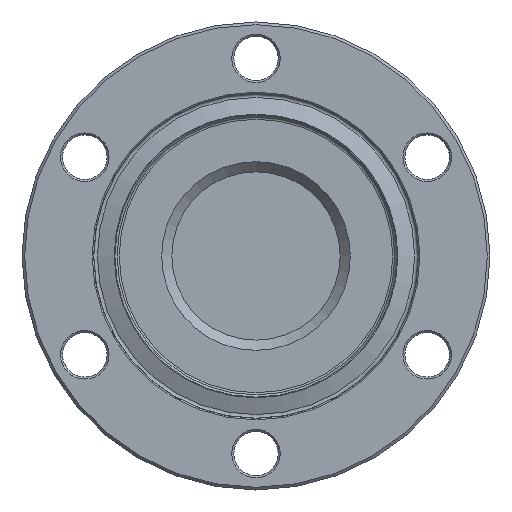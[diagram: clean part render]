
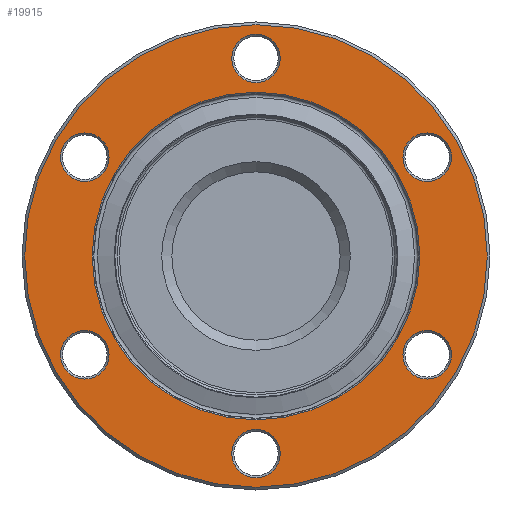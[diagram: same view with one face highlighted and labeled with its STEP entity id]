
A CAD part, front view. The second image highlights one B-rep face of the part: STEP entity #19915.
In plain terms, the highlighted planar face has unit normal (0, -1, 0).
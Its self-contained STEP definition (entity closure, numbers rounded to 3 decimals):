
#103=PLANE($,#21013);
#719=FACE_BOUND($,#5497,.T.);
#720=FACE_BOUND($,#5498,.T.);
#721=FACE_BOUND($,#5499,.T.);
#722=FACE_BOUND($,#5500,.T.);
#723=FACE_BOUND($,#5501,.T.);
#724=FACE_BOUND($,#5502,.T.);
#725=FACE_BOUND($,#5503,.T.);
#4448=FACE_OUTER_BOUND($,#5496,.T.);
#5496=EDGE_LOOP($,(#12664));
#5497=EDGE_LOOP($,(#12665));
#5498=EDGE_LOOP($,(#12666));
#5499=EDGE_LOOP($,(#12667));
#5500=EDGE_LOOP($,(#12668));
#5501=EDGE_LOOP($,(#12669));
#5502=EDGE_LOOP($,(#12670));
#5503=EDGE_LOOP($,(#12671));
#6812=CIRCLE($,#21012,24.325);
#6813=CIRCLE($,#21014,34.35);
#6814=CIRCLE($,#21015,3.6);
#6815=CIRCLE($,#21016,3.6);
#6816=CIRCLE($,#21017,3.6);
#6817=CIRCLE($,#21018,3.6);
#6818=CIRCLE($,#21019,3.6);
#6819=CIRCLE($,#21020,3.6);
#7823=VERTEX_POINT($,#28797);
#7824=VERTEX_POINT($,#28800);
#7825=VERTEX_POINT($,#28802);
#7826=VERTEX_POINT($,#28804);
#7827=VERTEX_POINT($,#28806);
#7828=VERTEX_POINT($,#28808);
#7829=VERTEX_POINT($,#28810);
#7830=VERTEX_POINT($,#28812);
#9757=EDGE_CURVE($,#7823,#7823,#6812,.T.);
#9758=EDGE_CURVE($,#7824,#7824,#6813,.T.);
#9759=EDGE_CURVE($,#7825,#7825,#6814,.T.);
#9760=EDGE_CURVE($,#7826,#7826,#6815,.T.);
#9761=EDGE_CURVE($,#7827,#7827,#6816,.T.);
#9762=EDGE_CURVE($,#7828,#7828,#6817,.T.);
#9763=EDGE_CURVE($,#7829,#7829,#6818,.T.);
#9764=EDGE_CURVE($,#7830,#7830,#6819,.T.);
#12664=ORIENTED_EDGE($,*,*,#9758,.F.);
#12665=ORIENTED_EDGE($,*,*,#9759,.F.);
#12666=ORIENTED_EDGE($,*,*,#9760,.F.);
#12667=ORIENTED_EDGE($,*,*,#9761,.F.);
#12668=ORIENTED_EDGE($,*,*,#9762,.F.);
#12669=ORIENTED_EDGE($,*,*,#9763,.F.);
#12670=ORIENTED_EDGE($,*,*,#9764,.F.);
#12671=ORIENTED_EDGE($,*,*,#9757,.F.);
#19915=ADVANCED_FACE($,(#4448,#719,#720,#721,#722,#723,#724,#725),#103,
 .T.);
#21012=AXIS2_PLACEMENT_3D($,#28798,#23079,#23080);
#21013=AXIS2_PLACEMENT_3D($,#28799,#23081,#23082);
#21014=AXIS2_PLACEMENT_3D($,#28801,#23083,#23084);
#21015=AXIS2_PLACEMENT_3D($,#28803,#23085,#23086);
#21016=AXIS2_PLACEMENT_3D($,#28805,#23087,#23088);
#21017=AXIS2_PLACEMENT_3D($,#28807,#23089,#23090);
#21018=AXIS2_PLACEMENT_3D($,#28809,#23091,#23092);
#21019=AXIS2_PLACEMENT_3D($,#28811,#23093,#23094);
#21020=AXIS2_PLACEMENT_3D($,#28813,#23095,#23096);
#23079=DIRECTION('center_axis',(0.,-1.,0.));
#23080=DIRECTION('ref_axis',(0.,0.,
-1.));
#23081=DIRECTION('center_axis',(0.,-1.,0.));
#23082=DIRECTION('ref_axis',(1.,0.,0.));
#23083=DIRECTION('center_axis',(0.,1.,0.));
#23084=DIRECTION('ref_axis',(0.,0.,
-1.));
#23085=DIRECTION('center_axis',(0.,-1.,0.));
#23086=DIRECTION('ref_axis',(0.5,0.,-0.866));
#23087=DIRECTION('center_axis',(0.,-1.,0.));
#23088=DIRECTION('ref_axis',(0.5,0.,0.866));
#23089=DIRECTION('center_axis',(0.,-1.,0.));
#23090=DIRECTION('ref_axis',(-1.,0.,0.));
#23091=DIRECTION('center_axis',(0.,-1.,0.));
#23092=DIRECTION('ref_axis',(-0.5,0.,0.866));
#23093=DIRECTION('center_axis',(0.,-1.,0.));
#23094=DIRECTION('ref_axis',(1.,0.,0.));
#23095=DIRECTION('center_axis',(0.,-1.,0.));
#23096=DIRECTION('ref_axis',(-0.5,0.,-0.866));
#28797=CARTESIAN_POINT('',(0.,-18.,24.325));
#28798=CARTESIAN_POINT('Origin',(0.,-18.,0.));
#28799=CARTESIAN_POINT('Origin',(0.,-18.,
29.438));
#28800=CARTESIAN_POINT('',(0.,-18.,34.35));
#28801=CARTESIAN_POINT('Origin',(0.,-18.,0.));
#28802=CARTESIAN_POINT('',(-27.218,-18.,-11.557));
#28803=CARTESIAN_POINT('Origin',(-25.418,-18.,-14.675));
#28804=CARTESIAN_POINT('',(23.618,-18.,-17.793));
#28805=CARTESIAN_POINT('Origin',(25.418,-18.,-14.675));
#28806=CARTESIAN_POINT('',(3.6,-18.,29.35));
#28807=CARTESIAN_POINT('Origin',(0.,-18.,
29.35));
#28808=CARTESIAN_POINT('',(27.218,-18.,11.557));
#28809=CARTESIAN_POINT('Origin',(25.418,-18.,14.675));
#28810=CARTESIAN_POINT('',(-3.6,-18.,-29.35));
#28811=CARTESIAN_POINT('Origin',(0.,-18.,-29.35));
#28812=CARTESIAN_POINT('',(-23.618,-18.,17.793));
#28813=CARTESIAN_POINT('Origin',(-25.418,-18.,14.675));
